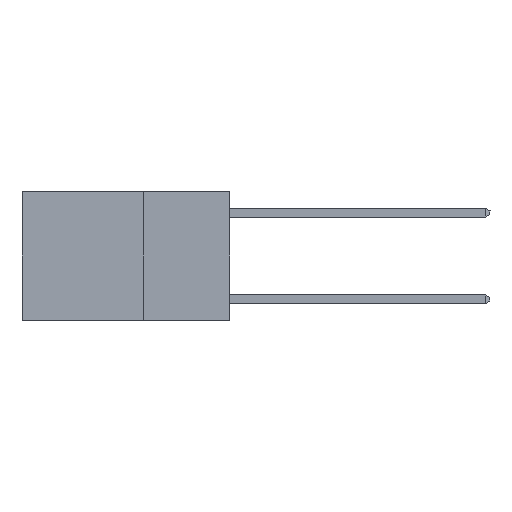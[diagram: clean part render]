
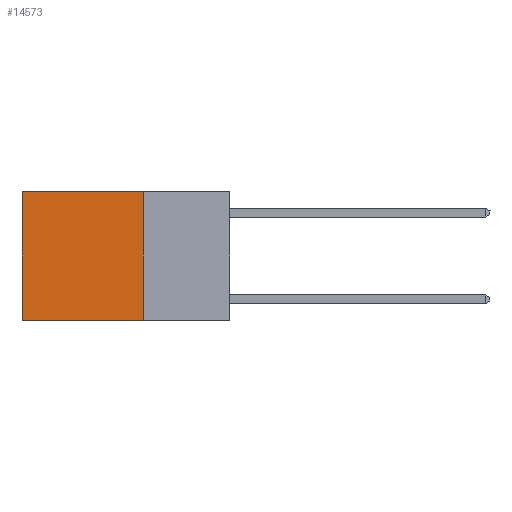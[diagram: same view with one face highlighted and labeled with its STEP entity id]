
A CAD part, left-side view. The second image highlights one B-rep face of the part: STEP entity #14573.
In plain terms, the highlighted planar face has unit normal (-1, 0, 0).
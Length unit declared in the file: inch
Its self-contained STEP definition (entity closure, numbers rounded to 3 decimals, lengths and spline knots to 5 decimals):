
#82 = VECTOR ( 'NONE', #4132, 39.37008 ) ;
#522 = CARTESIAN_POINT ( 'NONE',  ( 0.2625, 0.25, 0. ) ) ;
#796 = LINE ( 'NONE', #8575, #9912 ) ;
#2022 = CARTESIAN_POINT ( 'NONE',  ( 0.2625, 0.6, 0. ) ) ;
#2961 = PLANE ( 'NONE',  #13020 ) ;
#3498 = VERTEX_POINT ( 'NONE', #6144 ) ;
#3918 = DIRECTION ( 'NONE',  ( 0., 0., -1. ) ) ;
#3948 = DIRECTION ( 'NONE',  ( 0., 1., 0. ) ) ;
#4132 = DIRECTION ( 'NONE',  ( 0., 1., 0. ) ) ;
#4481 = VERTEX_POINT ( 'NONE', #2022 ) ;
#4653 = VERTEX_POINT ( 'NONE', #6143 ) ;
#4737 = EDGE_CURVE ( 'NONE', #4653, #3498, #796, .T. ) ;
#4752 = ORIENTED_EDGE ( 'NONE', *, *, #7197, .F. ) ;
#5105 = ORIENTED_EDGE ( 'NONE', *, *, #4737, .F. ) ;
#5187 = ORIENTED_EDGE ( 'NONE', *, *, #9967, .T. ) ;
#5387 = DIRECTION ( 'NONE',  ( 1., 0., 0. ) ) ;
#5717 = ORIENTED_EDGE ( 'NONE', *, *, #6922, .T. ) ;
#5822 = VECTOR ( 'NONE', #12084, 39.37008 ) ;
#6143 = CARTESIAN_POINT ( 'NONE',  ( 0.2625, 0.25, 0. ) ) ;
#6144 = CARTESIAN_POINT ( 'NONE',  ( 0.2625, 0.25, -0.37 ) ) ;
#6365 = CARTESIAN_POINT ( 'NONE',  ( 0.2625, 0.25, -0.37 ) ) ;
#6502 = CARTESIAN_POINT ( 'NONE',  ( 0.2625, 0.25, 0. ) ) ;
#6872 = LINE ( 'NONE', #6502, #82 ) ;
#6922 = EDGE_CURVE ( 'NONE', #4481, #7308, #8943, .T. ) ;
#7197 = EDGE_CURVE ( 'NONE', #3498, #7308, #11944, .T. ) ;
#7308 = VERTEX_POINT ( 'NONE', #13401 ) ;
#8575 = CARTESIAN_POINT ( 'NONE',  ( 0.2625, 0.25, 0. ) ) ;
#8943 = LINE ( 'NONE', #10955, #5822 ) ;
#9912 = VECTOR ( 'NONE', #3918, 39.37008 ) ;
#9967 = EDGE_CURVE ( 'NONE', #4653, #4481, #6872, .T. ) ;
#10955 = CARTESIAN_POINT ( 'NONE',  ( 0.2625, 0.6, 0. ) ) ;
#11935 = FACE_OUTER_BOUND ( 'NONE', #12257, .T. ) ;
#11944 = LINE ( 'NONE', #6365, #12098 ) ;
#12084 = DIRECTION ( 'NONE',  ( 0., 0., -1. ) ) ;
#12098 = VECTOR ( 'NONE', #3948, 39.37008 ) ;
#12257 = EDGE_LOOP ( 'NONE', ( #5717, #4752, #5105, #5187 ) ) ;
#13020 = AXIS2_PLACEMENT_3D ( 'NONE', #522, #5387, #13422 ) ;
#13401 = CARTESIAN_POINT ( 'NONE',  ( 0.2625, 0.6, -0.37 ) ) ;
#13422 = DIRECTION ( 'NONE',  ( 0., 0., -1. ) ) ;
#14573 = ADVANCED_FACE ( 'NONE', ( #11935 ), #2961, .F. ) ;
